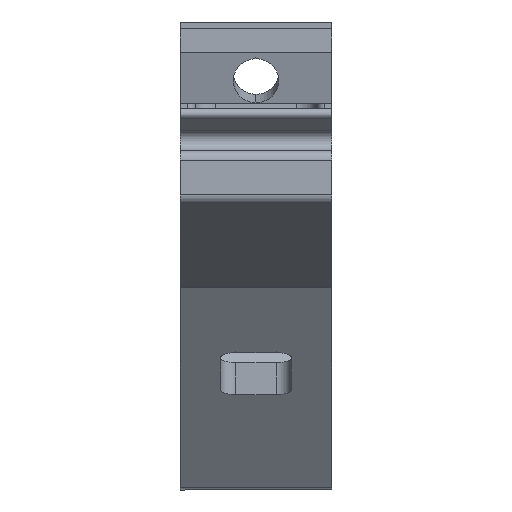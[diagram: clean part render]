
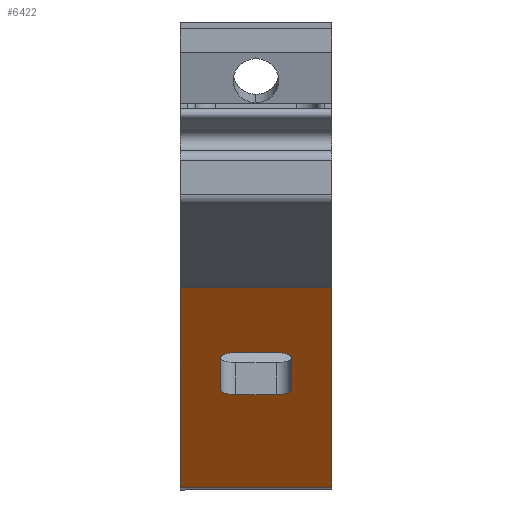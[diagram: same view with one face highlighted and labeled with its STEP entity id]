
A CAD part, front view. The second image highlights one B-rep face of the part: STEP entity #6422.
In plain terms, the highlighted planar face has unit normal (0, -0.309, -0.951).
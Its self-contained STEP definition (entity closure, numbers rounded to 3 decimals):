
#1124=DIRECTION('',(0.,0.951,-0.31));
#1125=VECTOR('',#1124,10.201);
#1126=CARTESIAN_POINT('',(-3.5,14.85,-20.576));
#1127=LINE('',#1126,#1125);
#1173=DIRECTION('',(0.,-0.951,0.31));
#1174=VECTOR('',#1173,10.201);
#1175=CARTESIAN_POINT('',(3.5,24.55,-23.733));
#1176=LINE('',#1175,#1174);
#1194=CARTESIAN_POINT('',(2.,13.35,-20.087));
#1195=CARTESIAN_POINT('',(2.256,13.35,-20.087));
#1196=CARTESIAN_POINT('',(2.651,13.463,-20.124));
#1197=CARTESIAN_POINT('',(3.091,13.776,-20.226));
#1198=CARTESIAN_POINT('',(3.396,14.218,-20.37));
#1199=CARTESIAN_POINT('',(3.5,14.606,-20.496));
#1200=CARTESIAN_POINT('',(3.5,14.85,-20.576));
#1205=DIRECTION('',(1.,0.,0.));
#1206=VECTOR('',#1205,4.);
#1207=CARTESIAN_POINT('',(-2.,13.35,-20.087));
#1208=LINE('',#1207,#1206);
#1212=CARTESIAN_POINT('',(-3.5,14.85,-20.576));
#1213=CARTESIAN_POINT('',(-3.5,14.606,-20.496));
#1214=CARTESIAN_POINT('',(-3.396,14.218,
-20.37));
#1215=CARTESIAN_POINT('',(-3.091,13.776,
-20.226));
#1216=CARTESIAN_POINT('',(-2.651,13.463,
-20.124));
#1217=CARTESIAN_POINT('',(-2.256,13.35,-20.087));
#1218=CARTESIAN_POINT('',(-2.,13.35,-20.087));
#1223=CARTESIAN_POINT('',(-2.,26.05,-24.221));
#1224=CARTESIAN_POINT('',(-2.256,26.05,-24.221));
#1225=CARTESIAN_POINT('',(-2.651,25.937,
-24.185));
#1226=CARTESIAN_POINT('',(-3.091,25.624,
-24.083));
#1227=CARTESIAN_POINT('',(-3.396,25.182,
-23.939));
#1228=CARTESIAN_POINT('',(-3.5,24.794,-23.813));
#1229=CARTESIAN_POINT('',(-3.5,24.55,-23.733));
#1234=DIRECTION('',(-1.,0.,0.));
#1235=VECTOR('',#1234,4.);
#1236=CARTESIAN_POINT('',(2.,26.05,-24.221));
#1237=LINE('',#1236,#1235);
#1241=CARTESIAN_POINT('',(3.5,24.55,-23.733));
#1242=CARTESIAN_POINT('',(3.5,24.794,-23.813));
#1243=CARTESIAN_POINT('',(3.396,25.182,-23.939));
#1244=CARTESIAN_POINT('',(3.091,25.624,-24.083));
#1245=CARTESIAN_POINT('',(2.651,25.937,-24.185));
#1246=CARTESIAN_POINT('',(2.256,26.05,-24.221));
#1247=CARTESIAN_POINT('',(2.,26.05,-24.221));
#1252=DIRECTION('',(1.,0.,0.));
#1253=VECTOR('',#1252,15.);
#1254=CARTESIAN_POINT('',(-7.5,54.256,-33.403));
#1255=LINE('',#1254,#1253);
#1259=DIRECTION('',(0.,-0.951,0.31));
#1260=VECTOR('',#1259,68.88);
#1261=CARTESIAN_POINT('',(-7.5,54.256,-33.403));
#1262=LINE('',#1261,#1260);
#1266=DIRECTION('',(1.,0.,0.));
#1267=VECTOR('',#1266,15.);
#1268=CARTESIAN_POINT('',(-7.5,-11.241,-12.083));
#1269=LINE('',#1268,#1267);
#1273=DIRECTION('',(0.,0.951,-0.31));
#1274=VECTOR('',#1273,68.88);
#1275=CARTESIAN_POINT('',(7.5,-11.241,-12.083));
#1276=LINE('',#1275,#1274);
#4943=CARTESIAN_POINT('',(-3.5,24.55,-23.733));
#4945=VERTEX_POINT('',#4943);
#4983=CARTESIAN_POINT('',(-2.,13.35,-20.087));
#4985=VERTEX_POINT('',#4983);
#4998=CARTESIAN_POINT('',(2.,13.35,-20.087));
#4999=VERTEX_POINT('',#4998);
#5018=VERTEX_POINT('',#1223);
#5055=VERTEX_POINT('',#1200);
#5074=CARTESIAN_POINT('',(2.,26.05,-24.221));
#5075=VERTEX_POINT('',#5074);
#5105=CARTESIAN_POINT('',(3.5,24.55,-23.733));
#5107=VERTEX_POINT('',#5105);
#5126=VERTEX_POINT('',#1212);
#5526=CARTESIAN_POINT('',(-7.5,-11.241,-12.083));
#5527=CARTESIAN_POINT('',(7.5,-11.241,-12.083));
#5528=VERTEX_POINT('',#5526);
#5529=VERTEX_POINT('',#5527);
#5534=CARTESIAN_POINT('',(7.5,54.256,-33.403));
#5536=VERTEX_POINT('',#5534);
#5540=CARTESIAN_POINT('',(-7.5,54.256,-33.403));
#5541=VERTEX_POINT('',#5540);
#6397=CARTESIAN_POINT('',(-129.196,-33.,-5.));
#6398=DIRECTION('',(0.,-0.31,-0.951));
#6399=DIRECTION('',(0.,0.951,-0.31));
#6400=AXIS2_PLACEMENT_3D('',#6397,#6398,#6399);
#6401=PLANE('',#6400);
#6403=ORIENTED_EDGE('',*,*,#6402,.F.);
#6405=ORIENTED_EDGE('',*,*,#6404,.T.);
#6407=ORIENTED_EDGE('',*,*,#6406,.T.);
#6409=ORIENTED_EDGE('',*,*,#6408,.T.);
#6410=EDGE_LOOP('',(#6403,#6405,#6407,#6409));
#6411=FACE_OUTER_BOUND('',#6410,.F.);
#6412=ORIENTED_EDGE('',*,*,#6390,.F.);
#6413=ORIENTED_EDGE('',*,*,#6292,.F.);
#6414=ORIENTED_EDGE('',*,*,#6307,.F.);
#6415=ORIENTED_EDGE('',*,*,#6322,.T.);
#6416=ORIENTED_EDGE('',*,*,#6335,.F.);
#6417=ORIENTED_EDGE('',*,*,#6350,.F.);
#6418=ORIENTED_EDGE('',*,*,#6363,.F.);
#6419=ORIENTED_EDGE('',*,*,#6378,.T.);
#6420=EDGE_LOOP('',(#6412,#6413,#6414,#6415,#6416,#6417,#6418,#6419));
#6421=FACE_BOUND('',#6420,.F.);
#6422=ADVANCED_FACE('',(#6411,#6421),#6401,.T.);
#1201=B_SPLINE_CURVE_WITH_KNOTS('',3,(#1194,#1195,#1196,#1197,#1198,#1199,
#1200),.UNSPECIFIED.,.F.,.F.,(4,1,1,1,4),(0.,0.25,0.5,0.75,1.),
.UNSPECIFIED.);
#1219=B_SPLINE_CURVE_WITH_KNOTS('',3,(#1212,#1213,#1214,#1215,#1216,#1217,
#1218),.UNSPECIFIED.,.F.,.F.,(4,1,1,1,4),(0.,0.25,0.5,0.75,1.),
.UNSPECIFIED.);
#1230=B_SPLINE_CURVE_WITH_KNOTS('',3,(#1223,#1224,#1225,#1226,#1227,#1228,
#1229),.UNSPECIFIED.,.F.,.F.,(4,1,1,1,4),(0.,0.25,0.5,0.75,1.),
.UNSPECIFIED.);
#1248=B_SPLINE_CURVE_WITH_KNOTS('',3,(#1241,#1242,#1243,#1244,#1245,#1246,
#1247),.UNSPECIFIED.,.F.,.F.,(4,1,1,1,4),(0.,0.25,0.5,0.75,1.),
.UNSPECIFIED.);
#6292=EDGE_CURVE('',#4985,#4999,#1208,.T.);
#6307=EDGE_CURVE('',#5126,#4985,#1219,.T.);
#6322=EDGE_CURVE('',#5126,#4945,#1127,.T.);
#6335=EDGE_CURVE('',#5018,#4945,#1230,.T.);
#6350=EDGE_CURVE('',#5075,#5018,#1237,.T.);
#6363=EDGE_CURVE('',#5107,#5075,#1248,.T.);
#6378=EDGE_CURVE('',#5107,#5055,#1176,.T.);
#6390=EDGE_CURVE('',#4999,#5055,#1201,.T.);
#6402=EDGE_CURVE('',#5541,#5536,#1255,.T.);
#6404=EDGE_CURVE('',#5541,#5528,#1262,.T.);
#6406=EDGE_CURVE('',#5528,#5529,#1269,.T.);
#6408=EDGE_CURVE('',#5529,#5536,#1276,.T.);
